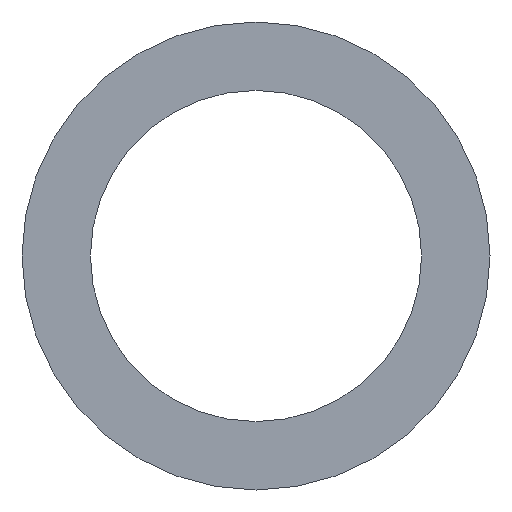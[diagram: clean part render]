
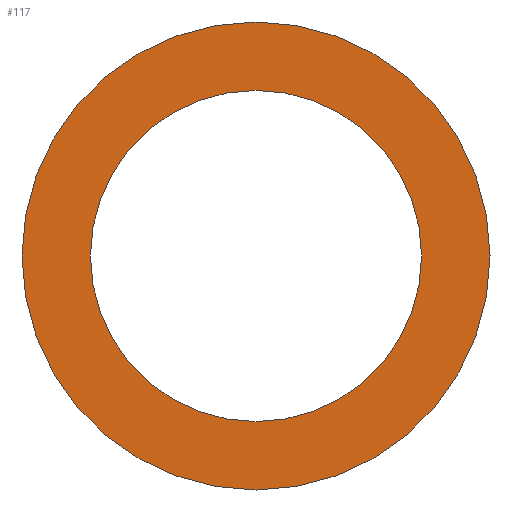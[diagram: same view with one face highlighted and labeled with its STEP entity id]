
A CAD part, front view. The second image highlights one B-rep face of the part: STEP entity #117.
In plain terms, the highlighted planar face has unit normal (0, -1, 0).
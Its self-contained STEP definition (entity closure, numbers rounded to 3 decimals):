
#4 = PLANE ( 'NONE',  #184 ) ;
#5 = DIRECTION ( 'NONE',  ( 0., 0., 1. ) ) ;
#8 = DIRECTION ( 'NONE',  ( 0., 0., 1. ) ) ;
#9 = CARTESIAN_POINT ( 'NONE',  ( 0., 0., 23. ) ) ;
#10 = CIRCLE ( 'NONE', #136, 23. ) ;
#11 = CARTESIAN_POINT ( 'NONE',  ( 0., 0., 0. ) ) ;
#18 = ORIENTED_EDGE ( 'NONE', *, *, #67, .F. ) ;
#23 = ORIENTED_EDGE ( 'NONE', *, *, #208, .F. ) ;
#26 = DIRECTION ( 'NONE',  ( 0., 1., 0. ) ) ;
#28 = CARTESIAN_POINT ( 'NONE',  ( 0., 0., -32.5 ) ) ;
#35 = EDGE_CURVE ( 'NONE', #192, #127, #77, .T. ) ;
#41 = ORIENTED_EDGE ( 'NONE', *, *, #35, .T. ) ;
#46 = DIRECTION ( 'NONE',  ( 0., 0., 1. ) ) ;
#47 = DIRECTION ( 'NONE',  ( 0., 0., 1. ) ) ;
#50 = CARTESIAN_POINT ( 'NONE',  ( 0., 0., -23. ) ) ;
#63 = CARTESIAN_POINT ( 'NONE',  ( 0., 0., 0. ) ) ;
#67 = EDGE_CURVE ( 'NONE', #209, #155, #187, .T. ) ;
#68 = CARTESIAN_POINT ( 'NONE',  ( 0., 0., 0. ) ) ;
#77 = CIRCLE ( 'NONE', #104, 23. ) ;
#82 = DIRECTION ( 'NONE',  ( 0., 1., 0. ) ) ;
#85 = DIRECTION ( 'NONE',  ( 0., 1., 0. ) ) ;
#104 = AXIS2_PLACEMENT_3D ( 'NONE', #63, #145, #8 ) ;
#108 = CARTESIAN_POINT ( 'NONE',  ( 0., 0., 0. ) ) ;
#109 = EDGE_LOOP ( 'NONE', ( #18, #23 ) ) ;
#110 = CARTESIAN_POINT ( 'NONE',  ( 0., 0., 32.5 ) ) ;
#113 = AXIS2_PLACEMENT_3D ( 'NONE', #68, #129, #5 ) ;
#117 = ADVANCED_FACE ( 'NONE', ( #137, #222 ), #4, .F. ) ;
#122 = EDGE_LOOP ( 'NONE', ( #143, #41 ) ) ;
#123 = AXIS2_PLACEMENT_3D ( 'NONE', #11, #85, #47 ) ;
#127 = VERTEX_POINT ( 'NONE', #50 ) ;
#129 = DIRECTION ( 'NONE',  ( 0., 1., 0. ) ) ;
#135 = CIRCLE ( 'NONE', #113, 32.5 ) ;
#136 = AXIS2_PLACEMENT_3D ( 'NONE', #232, #26, #46 ) ;
#137 = FACE_OUTER_BOUND ( 'NONE', #109, .T. ) ;
#140 = DIRECTION ( 'NONE',  ( 0., 0., 1. ) ) ;
#143 = ORIENTED_EDGE ( 'NONE', *, *, #215, .T. ) ;
#145 = DIRECTION ( 'NONE',  ( 0., 1., 0. ) ) ;
#155 = VERTEX_POINT ( 'NONE', #110 ) ;
#184 = AXIS2_PLACEMENT_3D ( 'NONE', #108, #82, #140 ) ;
#187 = CIRCLE ( 'NONE', #123, 32.5 ) ;
#192 = VERTEX_POINT ( 'NONE', #9 ) ;
#208 = EDGE_CURVE ( 'NONE', #155, #209, #135, .T. ) ;
#209 = VERTEX_POINT ( 'NONE', #28 ) ;
#215 = EDGE_CURVE ( 'NONE', #127, #192, #10, .T. ) ;
#222 = FACE_BOUND ( 'NONE', #122, .T. ) ;
#232 = CARTESIAN_POINT ( 'NONE',  ( 0., 0., 0. ) ) ;
